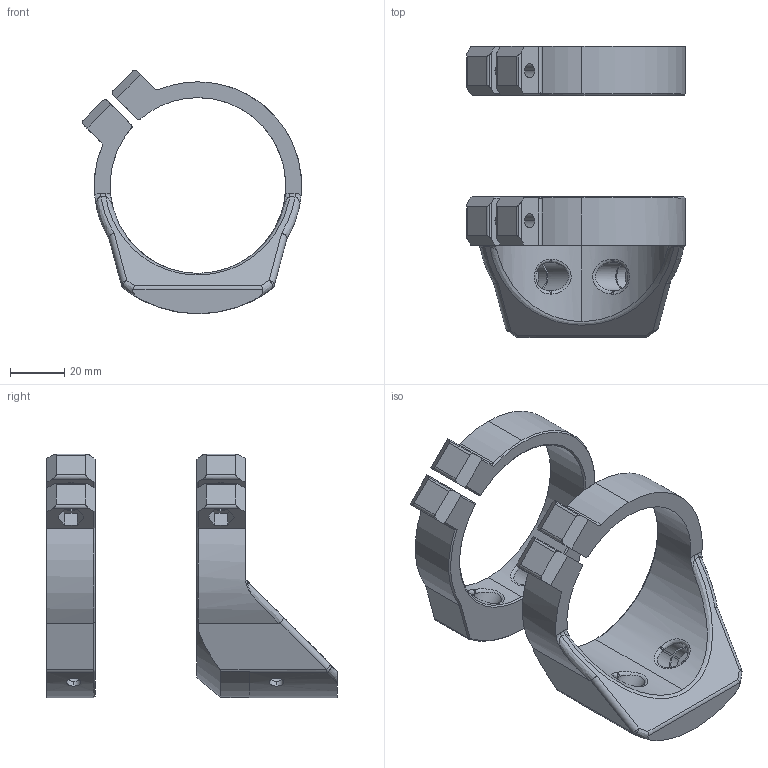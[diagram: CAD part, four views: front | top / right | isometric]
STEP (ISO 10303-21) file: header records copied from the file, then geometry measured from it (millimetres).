
FILE_DESCRIPTION (( 'STEP AP203' ), '1' );
FILE_NAME ('Makita rt700 V2.STEP', '2021-09-16T18:59:39', ( '' ), ( '' ), 'SwSTEP 2.0', 'SolidWorks 2018', '' );
FILE_SCHEMA (( 'CONFIG_CONTROL_DESIGN' ));
Length unit declared in the file: millimetre
Products named in the file (1): Makita rt700 V2
Bounding box: 80.94 x 107.5 x 90.09 mm (x, y, z)
Volume: 98751.1 mm3; surface area: 33344.7 mm2
Topology: 2 solids, 2 shells, 218 faces, 571 edges, 367 vertices
Faces by surface type: plane 89, cylinder 85, bspline 17, cone 16, torus 9, sphere 2
Entity records: 9160 total; most frequent: CARTESIAN_POINT 3883, ORIENTED_EDGE 1142, DIRECTION 1025, EDGE_CURVE 571, AXIS2_PLACEMENT_3D 371, VERTEX_POINT 367, VECTOR 283, LINE 283
